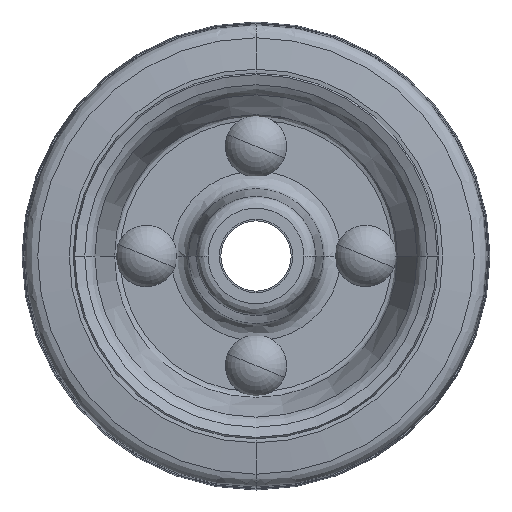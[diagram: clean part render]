
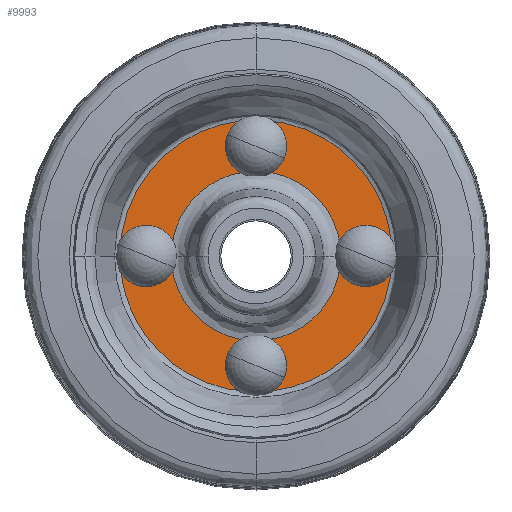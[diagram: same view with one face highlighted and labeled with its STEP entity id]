
A CAD part, left-side view. The second image highlights one B-rep face of the part: STEP entity #9993.
In plain terms, the highlighted planar face has unit normal (-1, 0, 0).
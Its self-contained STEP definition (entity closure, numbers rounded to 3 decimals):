
#44 = AXIS2_PLACEMENT_3D ( 'NONE', #14820, #14921, #1769 ) ;
#102 = CARTESIAN_POINT ( 'NONE',  ( -21.189, 3.078, 19.379 ) ) ;
#105 = EDGE_CURVE ( 'NONE', #3763, #2493, #9597, .T. ) ;
#218 = CARTESIAN_POINT ( 'NONE',  ( -21.189, 14.568, 29.61 ) ) ;
#228 = DIRECTION ( 'NONE',  ( 0., -1., 0. ) ) ;
#414 = AXIS2_PLACEMENT_3D ( 'NONE', #1504, #11925, #228 ) ;
#659 = EDGE_CURVE ( 'NONE', #4943, #4521, #6103, .T. ) ;
#781 = AXIS2_PLACEMENT_3D ( 'NONE', #1780, #10078, #2998 ) ;
#790 = CARTESIAN_POINT ( 'NONE',  ( -21.189, 21.828, 0.629 ) ) ;
#907 = CARTESIAN_POINT ( 'NONE',  ( -21.189, 14.568, 0.629 ) ) ;
#1182 = CARTESIAN_POINT ( 'NONE',  ( -21.189, -23.162, -45.851 ) ) ;
#1504 = CARTESIAN_POINT ( 'NONE',  ( -21.189, 0.078, -18.121 ) ) ;
#1645 = CARTESIAN_POINT ( 'NONE',  ( -21.189, -23.162, 0.629 ) ) ;
#1769 = DIRECTION ( 'NONE',  ( 0., -1., 0. ) ) ;
#1780 = CARTESIAN_POINT ( 'NONE',  ( -21.189, 0.078, -18.121 ) ) ;
#1868 = DIRECTION ( 'NONE',  ( 1., 0., 0. ) ) ;
#1879 = DIRECTION ( 'NONE',  ( 1., 0., 0. ) ) ;
#2009 = FACE_BOUND ( 'NONE', #9742, .T. ) ;
#2441 = CARTESIAN_POINT ( 'NONE',  ( -21.189, 23.318, 0.629 ) ) ;
#2493 = VERTEX_POINT ( 'NONE', #10806 ) ;
#2735 = DIRECTION ( 'NONE',  ( 1., 0., 0. ) ) ;
#2749 = VERTEX_POINT ( 'NONE', #4117 ) ;
#2758 = VERTEX_POINT ( 'NONE', #4170 ) ;
#2998 = DIRECTION ( 'NONE',  ( 0., -1., 0. ) ) ;
#3003 = CARTESIAN_POINT ( 'NONE',  ( -21.189, -15.672, 0.629 ) ) ;
#3214 = CARTESIAN_POINT ( 'NONE',  ( -21.189, -21.672, 0.629 ) ) ;
#3219 = ORIENTED_EDGE ( 'NONE', *, *, #7433, .F. ) ;
#3309 = CIRCLE ( 'NONE', #12586, 3. ) ;
#3333 = CARTESIAN_POINT ( 'NONE',  ( -21.189, -14.412, 0.629 ) ) ;
#3359 = EDGE_CURVE ( 'NONE', #6755, #11516, #4781, .T. ) ;
#3763 = VERTEX_POINT ( 'NONE', #14933 ) ;
#4062 = ORIENTED_EDGE ( 'NONE', *, *, #659, .T. ) ;
#4117 = CARTESIAN_POINT ( 'NONE',  ( -21.189, 23.318, 0.629 ) ) ;
#4170 = CARTESIAN_POINT ( 'NONE',  ( -21.189, 14.568, 0.629 ) ) ;
#4355 = EDGE_CURVE ( 'NONE', #2493, #3763, #9023, .T. ) ;
#4521 = VERTEX_POINT ( 'NONE', #790 ) ;
#4772 = CARTESIAN_POINT ( 'NONE',  ( -21.189, -18.672, 0.629 ) ) ;
#4781 = CIRCLE ( 'NONE', #14253, 3. ) ;
#4807 = AXIS2_PLACEMENT_3D ( 'NONE', #8991, #1868, #10160 ) ;
#4828 = VERTEX_POINT ( 'NONE', #5051 ) ;
#4943 = VERTEX_POINT ( 'NONE', #6399 ) ;
#4959 = CARTESIAN_POINT ( 'NONE',  ( -21.189, -14.412, 29.61 ) ) ;
#5051 = CARTESIAN_POINT ( 'NONE',  ( -21.189, -2.922, 19.379 ) ) ;
#5107 = ORIENTED_EDGE ( 'NONE', *, *, #9718, .T. ) ;
#5191 = FACE_BOUND ( 'NONE', #12911, .T. ) ;
#5439 = ORIENTED_EDGE ( 'NONE', *, *, #7886, .F. ) ;
#5572 = DIRECTION ( 'NONE',  ( 1., 0., 0. ) ) ;
#5591 =( BOUNDED_CURVE ( )  B_SPLINE_CURVE ( 3, ( #907, #13900, #10396, #3333 ),
 .UNSPECIFIED., .F., .T. ) 
 B_SPLINE_CURVE_WITH_KNOTS ( ( 4, 4 ),
 ( 0.5, 1. ),
 .UNSPECIFIED. ) 
 CURVE ( )  GEOMETRIC_REPRESENTATION_ITEM ( )  RATIONAL_B_SPLINE_CURVE ( ( 1., 0.333, 0.333, 1. ) ) 
 REPRESENTATION_ITEM ( '' )  );
#5600 = EDGE_LOOP ( 'NONE', ( #6924, #3219 ) ) ;
#5976 = DIRECTION ( 'NONE',  ( 0., -1., 0. ) ) ;
#6103 = CIRCLE ( 'NONE', #44, 3. ) ;
#6209 = DIRECTION ( 'NONE',  ( 1., 0., 0. ) ) ;
#6399 = CARTESIAN_POINT ( 'NONE',  ( -21.189, 15.828, 0.629 ) ) ;
#6702 = ORIENTED_EDGE ( 'NONE', *, *, #12593, .T. ) ;
#6755 = VERTEX_POINT ( 'NONE', #3003 ) ;
#6924 = ORIENTED_EDGE ( 'NONE', *, *, #10585, .F. ) ;
#7056 = CARTESIAN_POINT ( 'NONE',  ( -21.189, 23.318, 47.109 ) ) ;
#7297 = ORIENTED_EDGE ( 'NONE', *, *, #4355, .T. ) ;
#7433 = EDGE_CURVE ( 'NONE', #2758, #7946, #5591, .T. ) ;
#7650 = EDGE_CURVE ( 'NONE', #4828, #8161, #3309, .T. ) ;
#7886 = EDGE_CURVE ( 'NONE', #8028, #2749, #9252, .T. ) ;
#7946 = VERTEX_POINT ( 'NONE', #13129 ) ;
#8028 = VERTEX_POINT ( 'NONE', #1645 ) ;
#8161 = VERTEX_POINT ( 'NONE', #102 ) ;
#8335 = CARTESIAN_POINT ( 'NONE',  ( -21.189, -23.162, 0.629 ) ) ;
#8336 = AXIS2_PLACEMENT_3D ( 'NONE', #12601, #5572, #13783 ) ;
#8337 = FACE_BOUND ( 'NONE', #12640, .T. ) ;
#8381 = CARTESIAN_POINT ( 'NONE',  ( -21.189, -23.162, 0.629 ) ) ;
#8535 = PLANE ( 'NONE',  #14048 ) ;
#8585 = CARTESIAN_POINT ( 'NONE',  ( -21.189, 14.568, 0.629 ) ) ;
#8991 = CARTESIAN_POINT ( 'NONE',  ( -21.189, -18.672, 0.629 ) ) ;
#9000 = CARTESIAN_POINT ( 'NONE',  ( -21.189, 0.078, 19.379 ) ) ;
#9023 = CIRCLE ( 'NONE', #781, 3. ) ;
#9252 =( BOUNDED_CURVE ( )  B_SPLINE_CURVE ( 3, ( #8381, #1182, #9548, #2441 ),
 .UNSPECIFIED., .F., .T. ) 
 B_SPLINE_CURVE_WITH_KNOTS ( ( 4, 4 ),
 ( 0., 0.5 ),
 .UNSPECIFIED. ) 
 CURVE ( )  GEOMETRIC_REPRESENTATION_ITEM ( )  RATIONAL_B_SPLINE_CURVE ( ( 1., 0.333, 0.333, 1. ) ) 
 REPRESENTATION_ITEM ( '' )  );
#9322 = ORIENTED_EDGE ( 'NONE', *, *, #3359, .T. ) ;
#9548 = CARTESIAN_POINT ( 'NONE',  ( -21.189, 23.318, -45.851 ) ) ;
#9597 = CIRCLE ( 'NONE', #414, 3. ) ;
#9718 = EDGE_CURVE ( 'NONE', #8161, #4828, #10179, .T. ) ;
#9742 = EDGE_LOOP ( 'NONE', ( #11882, #9322 ) ) ;
#9839 = CARTESIAN_POINT ( 'NONE',  ( -21.189, 18.828, 0.629 ) ) ;
#9993 = ADVANCED_FACE ( 'NONE', ( #14594, #11443, #8337, #2009, #5191, #14214 ), #8535, .F. ) ;
#10078 = DIRECTION ( 'NONE',  ( 1., 0., 0. ) ) ;
#10160 = DIRECTION ( 'NONE',  ( 0., -1., 0. ) ) ;
#10171 = DIRECTION ( 'NONE',  ( 0., -1., 0. ) ) ;
#10179 = CIRCLE ( 'NONE', #8336, 3. ) ;
#10396 = CARTESIAN_POINT ( 'NONE',  ( -21.189, -14.412, -28.352 ) ) ;
#10475 = EDGE_CURVE ( 'NONE', #2749, #8028, #11556, .T. ) ;
#10537 = EDGE_LOOP ( 'NONE', ( #4062, #6702 ) ) ;
#10585 = EDGE_CURVE ( 'NONE', #7946, #2758, #13146, .T. ) ;
#10750 = ORIENTED_EDGE ( 'NONE', *, *, #105, .T. ) ;
#10806 = CARTESIAN_POINT ( 'NONE',  ( -21.189, -2.922, -18.121 ) ) ;
#10997 = DIRECTION ( 'NONE',  ( 0., -1., 0. ) ) ;
#11138 = CIRCLE ( 'NONE', #4807, 3. ) ;
#11443 = FACE_BOUND ( 'NONE', #5600, .T. ) ;
#11516 = VERTEX_POINT ( 'NONE', #3214 ) ;
#11556 =( BOUNDED_CURVE ( )  B_SPLINE_CURVE ( 3, ( #12947, #7056, #15364, #8335 ),
 .UNSPECIFIED., .F., .F. ) 
 B_SPLINE_CURVE_WITH_KNOTS ( ( 4, 4 ),
 ( 0.5, 1. ),
 .UNSPECIFIED. ) 
 CURVE ( )  GEOMETRIC_REPRESENTATION_ITEM ( )  RATIONAL_B_SPLINE_CURVE ( ( 1., 0.333, 0.333, 1. ) ) 
 REPRESENTATION_ITEM ( '' )  );
#11882 = ORIENTED_EDGE ( 'NONE', *, *, #15135, .T. ) ;
#11925 = DIRECTION ( 'NONE',  ( 1., 0., 0. ) ) ;
#12196 = AXIS2_PLACEMENT_3D ( 'NONE', #9839, #2735, #10997 ) ;
#12586 = AXIS2_PLACEMENT_3D ( 'NONE', #9000, #1879, #10171 ) ;
#12593 = EDGE_CURVE ( 'NONE', #4521, #4943, #15366, .T. ) ;
#12601 = CARTESIAN_POINT ( 'NONE',  ( -21.189, 0.078, 19.379 ) ) ;
#12640 = EDGE_LOOP ( 'NONE', ( #7297, #10750 ) ) ;
#12680 = ORIENTED_EDGE ( 'NONE', *, *, #7650, .T. ) ;
#12911 = EDGE_LOOP ( 'NONE', ( #12680, #5107 ) ) ;
#12947 = CARTESIAN_POINT ( 'NONE',  ( -21.189, 23.318, 0.629 ) ) ;
#13013 = DIRECTION ( 'NONE',  ( 1., 0., 0. ) ) ;
#13129 = CARTESIAN_POINT ( 'NONE',  ( -21.189, -14.412, 0.629 ) ) ;
#13146 =( BOUNDED_CURVE ( )  B_SPLINE_CURVE ( 3, ( #13189, #4959, #218, #8585 ),
 .UNSPECIFIED., .F., .F. ) 
 B_SPLINE_CURVE_WITH_KNOTS ( ( 4, 4 ),
 ( 0., 0.5 ),
 .UNSPECIFIED. ) 
 CURVE ( )  GEOMETRIC_REPRESENTATION_ITEM ( )  RATIONAL_B_SPLINE_CURVE ( ( 1., 0.333, 0.333, 1. ) ) 
 REPRESENTATION_ITEM ( '' )  );
#13189 = CARTESIAN_POINT ( 'NONE',  ( -21.189, -14.412, 0.629 ) ) ;
#13229 = CARTESIAN_POINT ( 'NONE',  ( -21.189, 0.078, -23.321 ) ) ;
#13428 = EDGE_LOOP ( 'NONE', ( #5439, #14222 ) ) ;
#13783 = DIRECTION ( 'NONE',  ( 0., -1., 0. ) ) ;
#13900 = CARTESIAN_POINT ( 'NONE',  ( -21.189, 14.568, -28.352 ) ) ;
#14048 = AXIS2_PLACEMENT_3D ( 'NONE', #13229, #6209, #14443 ) ;
#14214 = FACE_BOUND ( 'NONE', #10537, .T. ) ;
#14222 = ORIENTED_EDGE ( 'NONE', *, *, #10475, .F. ) ;
#14253 = AXIS2_PLACEMENT_3D ( 'NONE', #4772, #13013, #5976 ) ;
#14443 = DIRECTION ( 'NONE',  ( 0., -1., 0. ) ) ;
#14594 = FACE_OUTER_BOUND ( 'NONE', #13428, .T. ) ;
#14820 = CARTESIAN_POINT ( 'NONE',  ( -21.189, 18.828, 0.629 ) ) ;
#14921 = DIRECTION ( 'NONE',  ( 1., 0., 0. ) ) ;
#14933 = CARTESIAN_POINT ( 'NONE',  ( -21.189, 3.078, -18.121 ) ) ;
#15135 = EDGE_CURVE ( 'NONE', #11516, #6755, #11138, .T. ) ;
#15364 = CARTESIAN_POINT ( 'NONE',  ( -21.189, -23.162, 47.109 ) ) ;
#15366 = CIRCLE ( 'NONE', #12196, 3. ) ;
